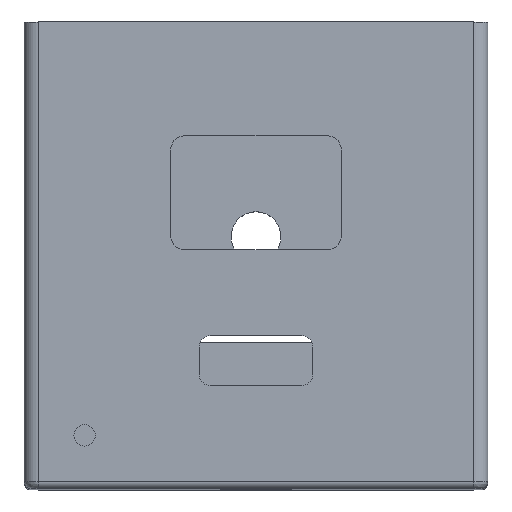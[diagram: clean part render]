
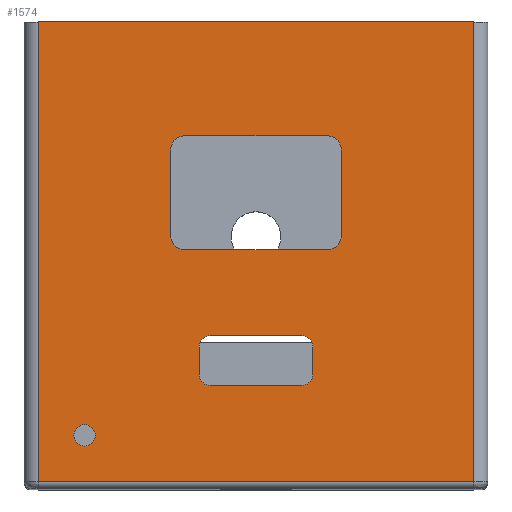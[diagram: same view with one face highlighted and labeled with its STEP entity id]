
A CAD part, top view. The second image highlights one B-rep face of the part: STEP entity #1574.
In plain terms, the highlighted planar face has unit normal (0, 0, 1).
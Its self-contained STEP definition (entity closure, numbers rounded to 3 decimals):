
#39=FACE_BOUND('',#296,.T.);
#40=FACE_BOUND('',#297,.T.);
#41=FACE_BOUND('',#298,.T.);
#56=CIRCLE('',#1636,1.5);
#67=CIRCLE('',#1665,1.6);
#69=CIRCLE('',#1669,1.6);
#71=CIRCLE('',#1673,1.6);
#73=CIRCLE('',#1677,1.6);
#94=CIRCLE('',#1708,2.);
#95=CIRCLE('',#1709,2.);
#96=CIRCLE('',#1710,2.);
#97=CIRCLE('',#1711,2.);
#195=FACE_OUTER_BOUND('',#295,.T.);
#295=EDGE_LOOP('',(#1249,#1250,#1251,#1252));
#296=EDGE_LOOP('',(#1253));
#297=EDGE_LOOP('',(#1254,#1255,#1256,#1257,#1258,#1259,#1260,#1261));
#298=EDGE_LOOP('',(#1262,#1263,#1264,#1265,#1266,#1267,#1268,#1269));
#418=LINE('',#2389,#575);
#424=LINE('',#2405,#581);
#430=LINE('',#2421,#587);
#434=LINE('',#2433,#591);
#443=LINE('',#2457,#600);
#454=LINE('',#2545,#611);
#455=LINE('',#2549,#612);
#456=LINE('',#2550,#613);
#457=LINE('',#2553,#614);
#458=LINE('',#2557,#615);
#459=LINE('',#2561,#616);
#460=LINE('',#2565,#617);
#575=VECTOR('',#1910,10.);
#581=VECTOR('',#1924,10.);
#587=VECTOR('',#1938,10.);
#591=VECTOR('',#1950,10.);
#600=VECTOR('',#1973,10.);
#611=VECTOR('',#2032,10.);
#612=VECTOR('',#2037,10.);
#613=VECTOR('',#2038,10.);
#614=VECTOR('',#2039,10.);
#615=VECTOR('',#2042,10.);
#616=VECTOR('',#2045,10.);
#617=VECTOR('',#2048,10.);
#676=VERTEX_POINT('',#2260);
#724=VERTEX_POINT('',#2386);
#725=VERTEX_POINT('',#2388);
#729=VERTEX_POINT('',#2398);
#731=VERTEX_POINT('',#2404);
#733=VERTEX_POINT('',#2410);
#737=VERTEX_POINT('',#2420);
#739=VERTEX_POINT('',#2426);
#741=VERTEX_POINT('',#2432);
#748=VERTEX_POINT('',#2454);
#749=VERTEX_POINT('',#2456);
#766=VERTEX_POINT('',#2544);
#767=VERTEX_POINT('',#2548);
#768=VERTEX_POINT('',#2551);
#769=VERTEX_POINT('',#2552);
#770=VERTEX_POINT('',#2554);
#771=VERTEX_POINT('',#2556);
#772=VERTEX_POINT('',#2558);
#773=VERTEX_POINT('',#2560);
#774=VERTEX_POINT('',#2562);
#775=VERTEX_POINT('',#2564);
#826=EDGE_CURVE('',#676,#676,#56,.T.);
#888=EDGE_CURVE('',#725,#724,#418,.T.);
#893=EDGE_CURVE('',#729,#725,#67,.T.);
#896=EDGE_CURVE('',#731,#729,#424,.T.);
#899=EDGE_CURVE('',#733,#731,#69,.T.);
#904=EDGE_CURVE('',#737,#733,#430,.T.);
#907=EDGE_CURVE('',#739,#737,#71,.T.);
#910=EDGE_CURVE('',#741,#739,#434,.T.);
#913=EDGE_CURVE('',#724,#741,#73,.T.);
#922=EDGE_CURVE('',#748,#749,#443,.T.);
#951=EDGE_CURVE('',#766,#749,#454,.T.);
#953=EDGE_CURVE('',#767,#748,#455,.T.);
#954=EDGE_CURVE('',#766,#767,#456,.T.);
#955=EDGE_CURVE('',#768,#769,#457,.T.);
#956=EDGE_CURVE('',#770,#769,#94,.T.);
#957=EDGE_CURVE('',#770,#771,#458,.T.);
#958=EDGE_CURVE('',#772,#771,#95,.T.);
#959=EDGE_CURVE('',#772,#773,#459,.T.);
#960=EDGE_CURVE('',#774,#773,#96,.T.);
#961=EDGE_CURVE('',#774,#775,#460,.T.);
#962=EDGE_CURVE('',#768,#775,#97,.T.);
#1249=ORIENTED_EDGE('',*,*,#922,.F.);
#1250=ORIENTED_EDGE('',*,*,#953,.F.);
#1251=ORIENTED_EDGE('',*,*,#954,.F.);
#1252=ORIENTED_EDGE('',*,*,#951,.T.);
#1253=ORIENTED_EDGE('',*,*,#826,.T.);
#1254=ORIENTED_EDGE('',*,*,#888,.T.);
#1255=ORIENTED_EDGE('',*,*,#913,.T.);
#1256=ORIENTED_EDGE('',*,*,#910,.T.);
#1257=ORIENTED_EDGE('',*,*,#907,.T.);
#1258=ORIENTED_EDGE('',*,*,#904,.T.);
#1259=ORIENTED_EDGE('',*,*,#899,.T.);
#1260=ORIENTED_EDGE('',*,*,#896,.T.);
#1261=ORIENTED_EDGE('',*,*,#893,.T.);
#1262=ORIENTED_EDGE('',*,*,#955,.T.);
#1263=ORIENTED_EDGE('',*,*,#956,.F.);
#1264=ORIENTED_EDGE('',*,*,#957,.T.);
#1265=ORIENTED_EDGE('',*,*,#958,.F.);
#1266=ORIENTED_EDGE('',*,*,#959,.T.);
#1267=ORIENTED_EDGE('',*,*,#960,.F.);
#1268=ORIENTED_EDGE('',*,*,#961,.T.);
#1269=ORIENTED_EDGE('',*,*,#962,.F.);
#1509=PLANE('',#1707);
#1574=ADVANCED_FACE('',(#195,#39,#40,#41),#1509,.T.);
#1636=AXIS2_PLACEMENT_3D('',#2261,#1804,#1805);
#1665=AXIS2_PLACEMENT_3D('',#2399,#1918,#1919);
#1669=AXIS2_PLACEMENT_3D('',#2411,#1930,#1931);
#1673=AXIS2_PLACEMENT_3D('',#2427,#1944,#1945);
#1677=AXIS2_PLACEMENT_3D('',#2437,#1956,#1957);
#1707=AXIS2_PLACEMENT_3D('',#2547,#2035,#2036);
#1708=AXIS2_PLACEMENT_3D('',#2555,#2040,#2041);
#1709=AXIS2_PLACEMENT_3D('',#2559,#2043,#2044);
#1710=AXIS2_PLACEMENT_3D('',#2563,#2046,#2047);
#1711=AXIS2_PLACEMENT_3D('',#2566,#2049,#2050);
#1804=DIRECTION('center_axis',(0.,0.,-1.));
#1805=DIRECTION('ref_axis',(1.,0.,0.));
#1910=DIRECTION('',(0.,1.,0.));
#1918=DIRECTION('center_axis',(0.,0.,-1.));
#1919=DIRECTION('ref_axis',(-1.,0.,0.));
#1924=DIRECTION('',(-1.,0.,0.));
#1930=DIRECTION('center_axis',(0.,0.,-1.));
#1931=DIRECTION('ref_axis',(0.,-1.,0.));
#1938=DIRECTION('',(0.,-1.,0.));
#1944=DIRECTION('center_axis',(0.,0.,-1.));
#1945=DIRECTION('ref_axis',(1.,0.,0.));
#1950=DIRECTION('',(1.,0.,0.));
#1956=DIRECTION('center_axis',(0.,0.,-1.));
#1957=DIRECTION('ref_axis',(0.,1.,0.));
#1973=DIRECTION('',(-1.,0.,0.));
#2032=DIRECTION('',(0.,-1.,0.));
#2035=DIRECTION('center_axis',(0.,0.,1.));
#2036=DIRECTION('ref_axis',(1.,0.,0.));
#2037=DIRECTION('',(0.,-1.,0.));
#2038=DIRECTION('',(1.,0.,0.));
#2039=DIRECTION('',(0.,-1.,0.));
#2040=DIRECTION('center_axis',(0.,0.,1.));
#2041=DIRECTION('ref_axis',(0.707,-0.707,0.));
#2042=DIRECTION('',(-1.,0.,0.));
#2043=DIRECTION('center_axis',(0.,0.,1.));
#2044=DIRECTION('ref_axis',(-0.707,-0.707,0.));
#2045=DIRECTION('',(0.,1.,0.));
#2046=DIRECTION('center_axis',(0.,0.,1.));
#2047=DIRECTION('ref_axis',(-0.707,0.707,0.));
#2048=DIRECTION('',(1.,0.,0.));
#2049=DIRECTION('center_axis',(0.,0.,1.));
#2050=DIRECTION('ref_axis',(0.707,0.707,0.));
#2260=CARTESIAN_POINT('',(-25.6,-3.1,52.6));
#2261=CARTESIAN_POINT('Origin',(-24.1,-3.1,52.6));
#2386=CARTESIAN_POINT('',(-8.,9.3,52.6));
#2388=CARTESIAN_POINT('',(-8.,5.5,52.6));
#2389=CARTESIAN_POINT('',(-8.,2.75,52.6));
#2398=CARTESIAN_POINT('',(-6.4,3.9,52.6));
#2399=CARTESIAN_POINT('Origin',(-6.4,5.5,52.6));
#2404=CARTESIAN_POINT('',(6.4,3.9,52.6));
#2405=CARTESIAN_POINT('',(-13.1,3.9,52.6));
#2410=CARTESIAN_POINT('',(8.,5.5,52.6));
#2411=CARTESIAN_POINT('Origin',(6.4,5.5,52.6));
#2420=CARTESIAN_POINT('',(8.,9.3,52.6));
#2421=CARTESIAN_POINT('',(8.,4.65,52.6));
#2426=CARTESIAN_POINT('',(6.4,10.9,52.6));
#2427=CARTESIAN_POINT('Origin',(6.4,9.3,52.6));
#2432=CARTESIAN_POINT('',(-6.4,10.9,52.6));
#2433=CARTESIAN_POINT('',(-19.5,10.9,52.6));
#2437=CARTESIAN_POINT('Origin',(-6.4,9.3,52.6));
#2454=CARTESIAN_POINT('',(30.6,-9.6,52.6));
#2456=CARTESIAN_POINT('',(-30.6,-9.6,52.6));
#2457=CARTESIAN_POINT('',(-16.3,-9.6,52.6));
#2544=CARTESIAN_POINT('',(-30.6,55.,52.6));
#2545=CARTESIAN_POINT('',(-30.6,0.,52.6));
#2547=CARTESIAN_POINT('Origin',(-32.6,0.,52.6));
#2548=CARTESIAN_POINT('',(30.6,55.,52.6));
#2549=CARTESIAN_POINT('',(30.6,0.,52.6));
#2550=CARTESIAN_POINT('',(-32.6,55.,52.6));
#2551=CARTESIAN_POINT('',(12.,37.,52.6));
#2552=CARTESIAN_POINT('',(12.,25.,52.6));
#2553=CARTESIAN_POINT('',(12.,18.3,52.6));
#2554=CARTESIAN_POINT('',(10.,23.,52.6));
#2555=CARTESIAN_POINT('Origin',(10.,25.,52.6));
#2556=CARTESIAN_POINT('',(-10.,23.,52.6));
#2557=CARTESIAN_POINT('',(12.,23.,52.6));
#2558=CARTESIAN_POINT('',(-12.,25.,52.6));
#2559=CARTESIAN_POINT('Origin',(-10.,25.,52.6));
#2560=CARTESIAN_POINT('',(-12.,37.,52.6));
#2561=CARTESIAN_POINT('',(-12.,18.3,52.6));
#2562=CARTESIAN_POINT('',(-10.,39.,52.6));
#2563=CARTESIAN_POINT('Origin',(-10.,37.,52.6));
#2564=CARTESIAN_POINT('',(10.,39.,52.6));
#2565=CARTESIAN_POINT('',(-22.3,39.,52.6));
#2566=CARTESIAN_POINT('Origin',(10.,37.,52.6));
